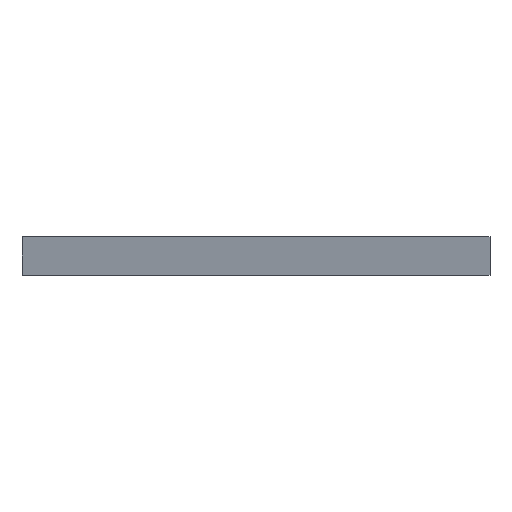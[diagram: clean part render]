
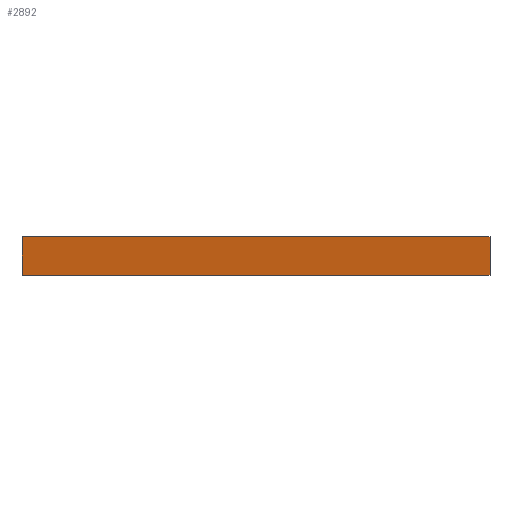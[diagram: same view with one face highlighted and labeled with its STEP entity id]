
A CAD part, front view. The second image highlights one B-rep face of the part: STEP entity #2892.
In plain terms, the highlighted free-form (B-spline) face has degree [1, 1] with [2, 2] control points.
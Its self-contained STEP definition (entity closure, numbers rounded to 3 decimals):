
#2034 = VERTEX_POINT('',#2035);
#2035 = CARTESIAN_POINT('',(-318.465,-63.036,0.));
#2040 = EDGE_CURVE('',#2041,#2034,#2043,.T.);
#2041 = VERTEX_POINT('',#2042);
#2042 = CARTESIAN_POINT('',(-318.465,-72.276,
    52.4));
#2043 = B_SPLINE_CURVE_WITH_KNOTS('',1,(#2044,#2045),.UNSPECIFIED.,.F.,
  .F.,(2,2),(0.,58.895),.PIECEWISE_BEZIER_KNOTS.);
#2044 = CARTESIAN_POINT('',(-318.465,-72.276,
    52.4));
#2045 = CARTESIAN_POINT('',(-318.465,-63.036,
    0.));
#2841 = VERTEX_POINT('',#2842);
#2842 = CARTESIAN_POINT('',(318.465,-63.036,0.));
#2857 = VERTEX_POINT('',#2858);
#2858 = CARTESIAN_POINT('',(318.465,-72.276,
    52.4));
#2863 = EDGE_CURVE('',#2857,#2841,#2864,.T.);
#2864 = B_SPLINE_CURVE_WITH_KNOTS('',1,(#2865,#2866),.UNSPECIFIED.,.F.,
  .F.,(2,2),(-27.784,31.111),.PIECEWISE_BEZIER_KNOTS.);
#2865 = CARTESIAN_POINT('',(318.465,-72.276,
    52.4));
#2866 = CARTESIAN_POINT('',(318.465,-63.036,
    0.));
#2892 = ADVANCED_FACE('',(#2893),#2907,.T.);
#2893 = FACE_BOUND('',#2894,.T.);
#2894 = EDGE_LOOP('',(#2895,#2900,#2901,#2906));
#2895 = ORIENTED_EDGE('',*,*,#2896,.T.);
#2896 = EDGE_CURVE('',#2034,#2841,#2897,.T.);
#2897 = B_SPLINE_CURVE_WITH_KNOTS('',1,(#2898,#2899),.UNSPECIFIED.,.F.,
  .F.,(2,2),(0.,705.),.PIECEWISE_BEZIER_KNOTS.);
#2898 = CARTESIAN_POINT('',(-318.465,-63.036,0.));
#2899 = CARTESIAN_POINT('',(318.465,-63.036,0.));
#2900 = ORIENTED_EDGE('',*,*,#2863,.F.);
#2901 = ORIENTED_EDGE('',*,*,#2902,.F.);
#2902 = EDGE_CURVE('',#2041,#2857,#2903,.T.);
#2903 = B_SPLINE_CURVE_WITH_KNOTS('',1,(#2904,#2905),.UNSPECIFIED.,.F.,
  .F.,(2,2),(0.,705.),.PIECEWISE_BEZIER_KNOTS.);
#2904 = CARTESIAN_POINT('',(-318.465,-72.276,
    52.4));
#2905 = CARTESIAN_POINT('',(318.465,-72.276,
    52.4));
#2906 = ORIENTED_EDGE('',*,*,#2040,.T.);
#2907 = B_SPLINE_SURFACE_WITH_KNOTS('',1,1,(
    (#2908,#2909)
    ,(#2910,#2911
    )),.UNSPECIFIED.,.F.,.F.,.F.,(2,2),(2,2),(0.,58.895),(0.,
    705.),.PIECEWISE_BEZIER_KNOTS.);
#2908 = CARTESIAN_POINT('',(-318.465,-72.276,
    52.4));
#2909 = CARTESIAN_POINT('',(318.465,-72.276,
    52.4));
#2910 = CARTESIAN_POINT('',(-318.465,-63.036,
    0.));
#2911 = CARTESIAN_POINT('',(318.465,-63.036,
    0.));
